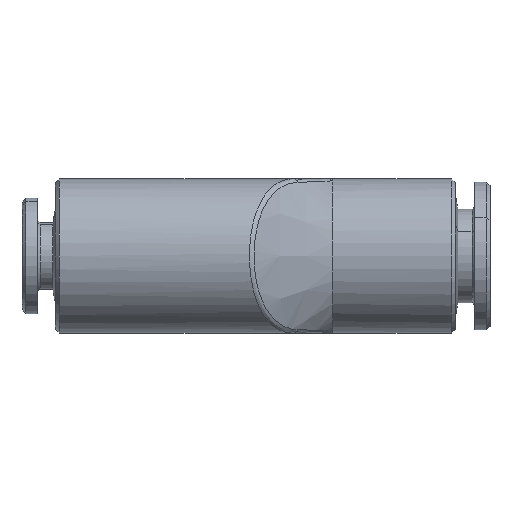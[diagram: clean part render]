
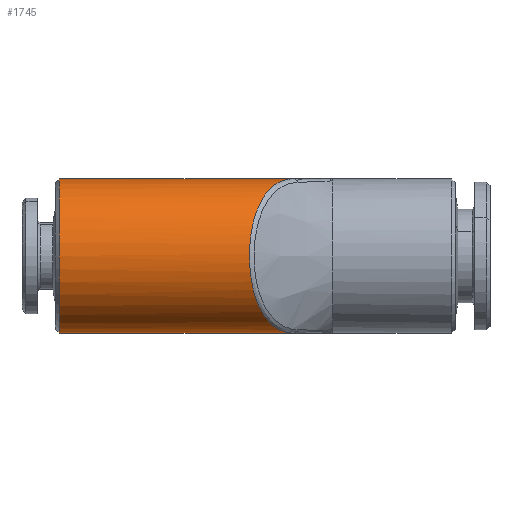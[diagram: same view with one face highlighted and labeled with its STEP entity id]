
A CAD part, left-side view. The second image highlights one B-rep face of the part: STEP entity #1745.
In plain terms, the highlighted cylindrical face has radius 6 mm (diameter 12 mm), a partial arc.
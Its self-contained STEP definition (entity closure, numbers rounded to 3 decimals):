
#1660 = VERTEX_POINT ( 'NONE', #3406 ) ;
#1708 = EDGE_CURVE ( 'NONE', #1718, #1749, #3436, .T. ) ;
#1718 = VERTEX_POINT ( 'NONE', #3472 ) ;
#1726 = VERTEX_POINT ( 'NONE', #3591 ) ;
#1727 = ORIENTED_EDGE ( 'NONE', *, *, #1782, .T. ) ;
#1728 = EDGE_CURVE ( 'NONE', #1749, #1753, #3634, .T. ) ;
#1730 = ORIENTED_EDGE ( 'NONE', *, *, #1764, .T. ) ;
#1735 = EDGE_LOOP ( 'NONE', ( #1746, #1736, #1783, #1727, #1730, #1754 ) ) ;
#1736 = ORIENTED_EDGE ( 'NONE', *, *, #1751, .F. ) ;
#1745 = ADVANCED_FACE ( 'NONE', ( #3626 ), #3601, .T. ) ;
#1746 = ORIENTED_EDGE ( 'NONE', *, *, #1708, .F. ) ;
#1749 = VERTEX_POINT ( 'NONE', #3602 ) ;
#1750 = EDGE_CURVE ( 'NONE', #1660, #1767, #3595, .T. ) ;
#1751 = EDGE_CURVE ( 'NONE', #1660, #1718, #3620, .T. ) ;
#1753 = VERTEX_POINT ( 'NONE', #3616 ) ;
#1754 = ORIENTED_EDGE ( 'NONE', *, *, #1728, .F. ) ;
#1764 = EDGE_CURVE ( 'NONE', #1726, #1753, #3505, .T. ) ;
#1767 = VERTEX_POINT ( 'NONE', #3543 ) ;
#1782 = EDGE_CURVE ( 'NONE', #1767, #1726, #3658, .T. ) ;
#1783 = ORIENTED_EDGE ( 'NONE', *, *, #1750, .T. ) ;
#3406 = CARTESIAN_POINT ( 'NONE',  ( -6.25, 31.75, -6. ) ) ;
#3427 = DIRECTION ( 'NONE',  ( 0., -1., 0. ) ) ;
#3428 = VECTOR ( 'NONE', #3427, 1000. ) ;
#3435 = CARTESIAN_POINT ( 'NONE',  ( -6.25, 23., 6. ) ) ;
#3436 = LINE ( 'NONE', #3435, #3428 ) ;
#3472 = CARTESIAN_POINT ( 'NONE',  ( -6.25, 31.75, 6. ) ) ;
#3502 = CARTESIAN_POINT ( 'NONE',  ( -9.047, 15.277, -5.322 ) ) ;
#3503 = CARTESIAN_POINT ( 'NONE',  ( -8.707, 15.082, -5.487 ) ) ;
#3504 = CARTESIAN_POINT ( 'NONE',  ( -10.157, 15.888, -4.558 ) ) ;
#3505 = B_SPLINE_CURVE_WITH_KNOTS ( 'NONE', 3,
 ( #3541, #3546, #3567, #3503, #3502, #3580, #3566, #3565, #3504, #3564, #3563, #3549, #3548, #3560, #3559, #3562, #3561, #3509, #3508, #3507, #3506, #3532, #3531, #3530, #3529, #3528, #3527, #3526, #3525, #3524, #3523, #3522, #3521, #3520, #3519, #3518, #3517, #3516, #3515, #3514, #3513, #3512, #3511, #3510, #3558 ),
 .UNSPECIFIED., .F., .F.,
 ( 4, 2, 2, 2, 2, 2, 2, 2, 2, 2, 1, 2, 2, 2, 2, 2, 2, 2, 2, 2, 2, 2, 4 ),
 ( 0., 0.003, 0.004, 0.004, 0.005, 0.006, 0.007, 0.008, 0.009, 0.009, 0.01, 0.011, 0.011, 0.013, 0.013, 0.014, 0.015, 0.015, 0.016, 0.017, 0.018, 0.019, 0.02 ),
 .UNSPECIFIED. ) ;
#3506 = CARTESIAN_POINT ( 'NONE',  ( -12.261, 16.963, -0.019 ) ) ;
#3507 = CARTESIAN_POINT ( 'NONE',  ( -12.237, 16.951, -0.442 ) ) ;
#3508 = CARTESIAN_POINT ( 'NONE',  ( -12.191, 16.928, -0.866 ) ) ;
#3509 = CARTESIAN_POINT ( 'NONE',  ( -12.156, 16.911, -1.077 ) ) ;
#3510 = CARTESIAN_POINT ( 'NONE',  ( -6.602, 13.775, 6. ) ) ;
#3511 = CARTESIAN_POINT ( 'NONE',  ( -6.957, 14.009, 5.969 ) ) ;
#3512 = CARTESIAN_POINT ( 'NONE',  ( -7.671, 14.461, 5.841 ) ) ;
#3513 = CARTESIAN_POINT ( 'NONE',  ( -8.024, 14.677, 5.744 ) ) ;
#3514 = CARTESIAN_POINT ( 'NONE',  ( -8.544, 14.985, 5.547 ) ) ;
#3515 = CARTESIAN_POINT ( 'NONE',  ( -8.715, 15.085, 5.473 ) ) ;
#3516 = CARTESIAN_POINT ( 'NONE',  ( -9.055, 15.28, 5.307 ) ) ;
#3517 = CARTESIAN_POINT ( 'NONE',  ( -9.223, 15.375, 5.215 ) ) ;
#3518 = CARTESIAN_POINT ( 'NONE',  ( -9.715, 15.65, 4.913 ) ) ;
#3519 = CARTESIAN_POINT ( 'NONE',  ( -10.026, 15.819, 4.68 ) ) ;
#3520 = CARTESIAN_POINT ( 'NONE',  ( -10.462, 16.051, 4.277 ) ) ;
#3521 = CARTESIAN_POINT ( 'NONE',  ( -10.603, 16.125, 4.134 ) ) ;
#3522 = CARTESIAN_POINT ( 'NONE',  ( -10.871, 16.265, 3.832 ) ) ;
#3523 = CARTESIAN_POINT ( 'NONE',  ( -10.997, 16.33, 3.675 ) ) ;
#3524 = CARTESIAN_POINT ( 'NONE',  ( -11.235, 16.451, 3.345 ) ) ;
#3525 = CARTESIAN_POINT ( 'NONE',  ( -11.346, 16.508, 3.174 ) ) ;
#3526 = CARTESIAN_POINT ( 'NONE',  ( -11.552, 16.612, 2.817 ) ) ;
#3527 = CARTESIAN_POINT ( 'NONE',  ( -11.647, 16.659, 2.63 ) ) ;
#3528 = CARTESIAN_POINT ( 'NONE',  ( -11.902, 16.786, 2.057 ) ) ;
#3529 = CARTESIAN_POINT ( 'NONE',  ( -12.031, 16.85, 1.66 ) ) ;
#3530 = CARTESIAN_POINT ( 'NONE',  ( -12.163, 16.915, 1.037 ) ) ;
#3531 = CARTESIAN_POINT ( 'NONE',  ( -12.197, 16.931, 0.825 ) ) ;
#3532 = CARTESIAN_POINT ( 'NONE',  ( -12.24, 16.952, 0.403 ) ) ;
#3541 = CARTESIAN_POINT ( 'NONE',  ( -6.25, 13.533, -6. ) ) ;
#3543 = CARTESIAN_POINT ( 'NONE',  ( -6.25, 21.268, -6. ) ) ;
#3546 = CARTESIAN_POINT ( 'NONE',  ( -6.953, 14.017, -6. ) ) ;
#3548 = CARTESIAN_POINT ( 'NONE',  ( -11.329, 16.499, -3.201 ) ) ;
#3549 = CARTESIAN_POINT ( 'NONE',  ( -11.217, 16.443, -3.371 ) ) ;
#3558 = CARTESIAN_POINT ( 'NONE',  ( -6.25, 13.533, 6. ) ) ;
#3559 = CARTESIAN_POINT ( 'NONE',  ( -11.633, 16.652, -2.659 ) ) ;
#3560 = CARTESIAN_POINT ( 'NONE',  ( -11.536, 16.604, -2.845 ) ) ;
#3561 = CARTESIAN_POINT ( 'NONE',  ( -12.021, 16.845, -1.695 ) ) ;
#3562 = CARTESIAN_POINT ( 'NONE',  ( -11.89, 16.78, -2.09 ) ) ;
#3563 = CARTESIAN_POINT ( 'NONE',  ( -10.862, 16.26, -3.859 ) ) ;
#3564 = CARTESIAN_POINT ( 'NONE',  ( -10.596, 16.122, -4.156 ) ) ;
#3565 = CARTESIAN_POINT ( 'NONE',  ( -10.005, 15.806, -4.684 ) ) ;
#3566 = CARTESIAN_POINT ( 'NONE',  ( -9.694, 15.637, -4.917 ) ) ;
#3567 = CARTESIAN_POINT ( 'NONE',  ( -7.659, 14.461, -5.88 ) ) ;
#3580 = CARTESIAN_POINT ( 'NONE',  ( -9.535, 15.549, -5.025 ) ) ;
#3581 = CARTESIAN_POINT ( 'NONE',  ( -6.25, 23., 6. ) ) ;
#3590 = DIRECTION ( 'NONE',  ( 0., -1., 0. ) ) ;
#3591 = CARTESIAN_POINT ( 'NONE',  ( -6.25, 13.533, -6. ) ) ;
#3592 = DIRECTION ( 'NONE',  ( 0., -1., 0. ) ) ;
#3593 = VECTOR ( 'NONE', #3592, 1000. ) ;
#3594 = CARTESIAN_POINT ( 'NONE',  ( -6.25, 23., -6. ) ) ;
#3595 = LINE ( 'NONE', #3594, #3593 ) ;
#3596 = CARTESIAN_POINT ( 'NONE',  ( -6.25, 31.75, 0. ) ) ;
#3597 = DIRECTION ( 'NONE',  ( 0., 0., -1. ) ) ;
#3598 = DIRECTION ( 'NONE',  ( 0., -1., 0. ) ) ;
#3599 = CARTESIAN_POINT ( 'NONE',  ( -6.25, 23., 0. ) ) ;
#3600 = AXIS2_PLACEMENT_3D ( 'NONE', #3599, #3598, #3597 ) ;
#3601 = CYLINDRICAL_SURFACE ( 'NONE', #3600, 6. ) ;
#3602 = CARTESIAN_POINT ( 'NONE',  ( -6.25, 21.268, 6. ) ) ;
#3608 = VECTOR ( 'NONE', #3590, 1000. ) ;
#3616 = CARTESIAN_POINT ( 'NONE',  ( -6.25, 13.533, 6. ) ) ;
#3617 = DIRECTION ( 'NONE',  ( 0., 0., -1. ) ) ;
#3618 = DIRECTION ( 'NONE',  ( 0., 1., 0. ) ) ;
#3619 = AXIS2_PLACEMENT_3D ( 'NONE', #3596, #3618, #3617 ) ;
#3620 = CIRCLE ( 'NONE', #3619, 6. ) ;
#3626 = FACE_OUTER_BOUND ( 'NONE', #1735, .T. ) ;
#3634 = LINE ( 'NONE', #3581, #3608 ) ;
#3636 = VECTOR ( 'NONE', #3666, 1000. ) ;
#3658 = LINE ( 'NONE', #3686, #3636 ) ;
#3666 = DIRECTION ( 'NONE',  ( 0., -1., 0. ) ) ;
#3686 = CARTESIAN_POINT ( 'NONE',  ( -6.25, 23., -6. ) ) ;
